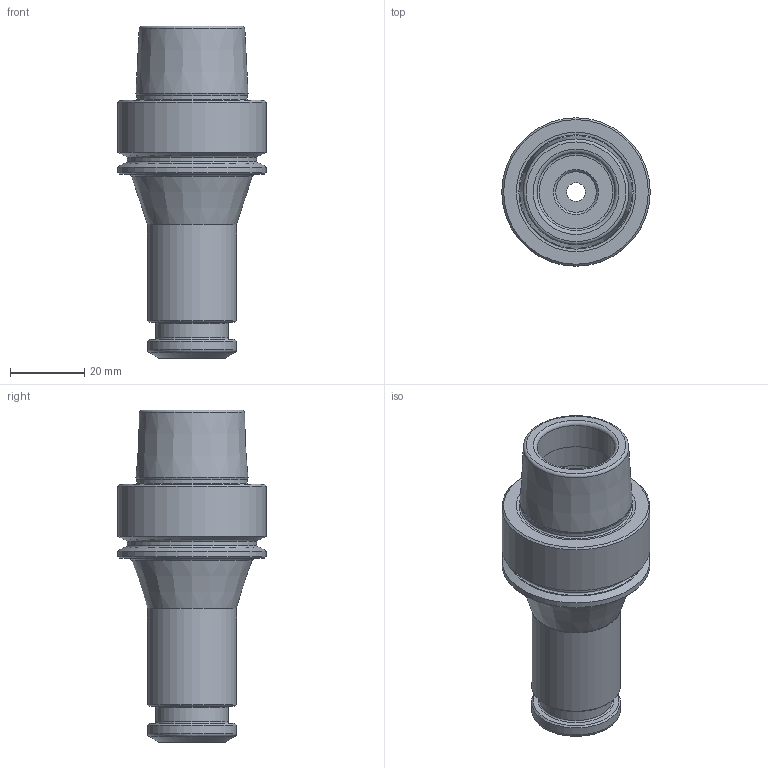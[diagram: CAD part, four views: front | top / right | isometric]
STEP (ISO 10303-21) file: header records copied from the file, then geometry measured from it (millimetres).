
FILE_DESCRIPTION(/* description */ (''),/* implementation_level */ '2;1');
FILE_NAME(/* name */ '254071534.stp',/* time_stamp */ '2021-01-08T12:24:38',/* author */ ('LRA'),/* organization */ ('REGO-FIX'),/* preprocessor_version */ ' Unknown',/* originating_system */ 'SIEMENS PLM Software Solid Edge ST10',/* authorization */ 'Unknown');
FILE_SCHEMA (('AUTOMOTIVE_DESIGN { 1 0 10303 214 2 1 1}'));
Length unit declared in the file: millimetre
Products named in the file (1): NOCUT
Bounding box: 40 x 40 x 89.5 mm (x, y, z)
Volume: 40740.9 mm3; surface area: 15451.3 mm2
Topology: 1 solids, 1 shells, 56 faces, 108 edges, 63 vertices
Faces by surface type: cone 16, torus 15, cylinder 14, plane 11
Full cylindrical faces by diameter (mm): 5 x1, 10.917 x1, 13 x1, 15 x1, 19.5 x1, 21 x2, 24 x2, 25.5 x1, 29.909 x1, 34.8 x1, 40 x2
Entity records: 1559 total; most frequent: DIRECTION 232, CARTESIAN_POINT 172, AXIS2_PLACEMENT_3D 116, ORIENTED_EDGE 112, EDGE_LOOP 112, FACE_BOUND 112, EDGE_CURVE 56, VERTEX_POINT 56
